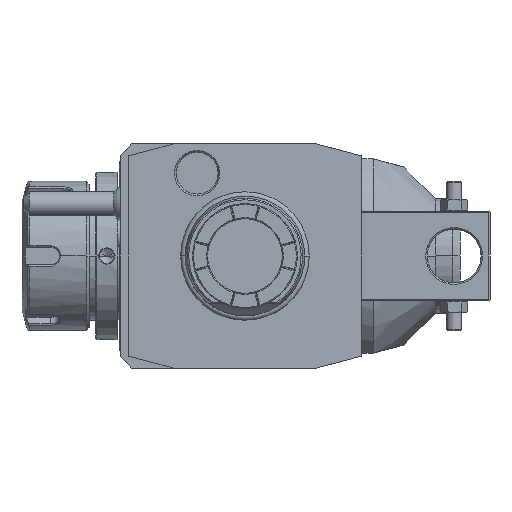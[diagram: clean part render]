
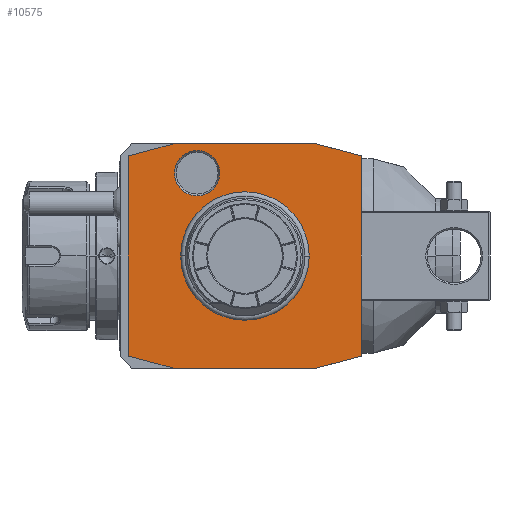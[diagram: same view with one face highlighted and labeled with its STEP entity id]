
A CAD part, front view. The second image highlights one B-rep face of the part: STEP entity #10575.
In plain terms, the highlighted planar face has unit normal (0, -1, 0).
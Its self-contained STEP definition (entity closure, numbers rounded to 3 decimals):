
#1=DIRECTION('',(-0.966,0.,0.259));
#2=VECTOR('',#1,15.529);
#3=CARTESIAN_POINT('',(39.,0.,33.481));
#4=LINE('',#3,#2);
#5=DIRECTION('',(0.,0.,1.));
#6=VECTOR('',#5,66.962);
#7=CARTESIAN_POINT('',(39.,0.,-33.481));
#8=LINE('',#7,#6);
#9=DIRECTION('',(0.966,0.,0.259));
#10=VECTOR('',#9,15.529);
#11=CARTESIAN_POINT('',(24.,0.,-37.5));
#12=LINE('',#11,#10);
#13=DIRECTION('',(1.,0.,0.));
#14=VECTOR('',#13,48.);
#15=CARTESIAN_POINT('',(-24.,0.,-37.5));
#16=LINE('',#15,#14);
#17=DIRECTION('',(0.966,0.,-0.259));
#18=VECTOR('',#17,15.529);
#19=CARTESIAN_POINT('',(-39.,0.,-33.481));
#20=LINE('',#19,#18);
#21=DIRECTION('',(0.,0.,-1.));
#22=VECTOR('',#21,66.962);
#23=CARTESIAN_POINT('',(-39.,0.,33.481));
#24=LINE('',#23,#22);
#25=DIRECTION('',(-0.966,0.,-0.259));
#26=VECTOR('',#25,15.529);
#27=CARTESIAN_POINT('',(-24.,0.,37.5));
#28=LINE('',#27,#26);
#29=DIRECTION('',(-1.,0.,0.));
#30=VECTOR('',#29,48.);
#31=CARTESIAN_POINT('',(24.,0.,37.5));
#32=LINE('',#31,#30);
#33=CARTESIAN_POINT('',(-16.,0.,27.713));
#34=DIRECTION('',(0.,1.,0.));
#35=DIRECTION('',(1.,0.,0.));
#36=AXIS2_PLACEMENT_3D('',#33,#34,#35);
#38=CARTESIAN_POINT('',(-16.,0.,27.713));
#39=DIRECTION('',(0.,1.,0.));
#40=DIRECTION('',(-1.,0.,0.));
#41=AXIS2_PLACEMENT_3D('',#38,#39,#40);
#7230=CARTESIAN_POINT('',(0.,0.,0.));
#7231=DIRECTION('',(0.,1.,0.));
#7232=DIRECTION('',(-1.,0.,0.));
#7233=AXIS2_PLACEMENT_3D('',#7230,#7231,#7232);
#7235=CARTESIAN_POINT('',(0.,0.,0.));
#7236=DIRECTION('',(0.,1.,0.));
#7237=DIRECTION('',(1.,0.,0.));
#7238=AXIS2_PLACEMENT_3D('',#7235,#7236,#7237);
#9485=CARTESIAN_POINT('',(-8.423,0.,27.713));
#9486=CARTESIAN_POINT('',(-23.577,0.,27.713));
#9487=VERTEX_POINT('',#9485);
#9488=VERTEX_POINT('',#9486);
#10353=CARTESIAN_POINT('',(39.,0.,33.481));
#10354=CARTESIAN_POINT('',(24.,0.,37.5));
#10355=VERTEX_POINT('',#10353);
#10356=VERTEX_POINT('',#10354);
#10357=CARTESIAN_POINT('',(-24.,0.,37.5));
#10358=VERTEX_POINT('',#10357);
#10359=CARTESIAN_POINT('',(-39.,0.,33.481));
#10360=VERTEX_POINT('',#10359);
#10361=CARTESIAN_POINT('',(-39.,0.,-33.481));
#10362=VERTEX_POINT('',#10361);
#10363=CARTESIAN_POINT('',(-24.,0.,-37.5));
#10364=VERTEX_POINT('',#10363);
#10365=CARTESIAN_POINT('',(24.,0.,-37.5));
#10366=VERTEX_POINT('',#10365);
#10367=CARTESIAN_POINT('',(39.,0.,-33.481));
#10368=VERTEX_POINT('',#10367);
#10408=CARTESIAN_POINT('',(-21.137,0.,0.));
#10409=CARTESIAN_POINT('',(21.137,0.,0.));
#10410=VERTEX_POINT('',#10408);
#10411=VERTEX_POINT('',#10409);
#10540=CARTESIAN_POINT('',(0.,0.,0.));
#10541=DIRECTION('',(0.,-1.,0.));
#10542=DIRECTION('',(-1.,0.,0.));
#10543=AXIS2_PLACEMENT_3D('',#10540,#10541,#10542);
#10544=PLANE('',#10543);
#10546=ORIENTED_EDGE('',*,*,#10545,.F.);
#10548=ORIENTED_EDGE('',*,*,#10547,.F.);
#10550=ORIENTED_EDGE('',*,*,#10549,.F.);
#10552=ORIENTED_EDGE('',*,*,#10551,.F.);
#10554=ORIENTED_EDGE('',*,*,#10553,.F.);
#10556=ORIENTED_EDGE('',*,*,#10555,.F.);
#10558=ORIENTED_EDGE('',*,*,#10557,.F.);
#10560=ORIENTED_EDGE('',*,*,#10559,.F.);
#10561=EDGE_LOOP('',(#10546,#10548,#10550,#10552,#10554,#10556,#10558,#10560));
#10562=FACE_OUTER_BOUND('',#10561,.F.);
#10564=ORIENTED_EDGE('',*,*,#10563,.F.);
#10566=ORIENTED_EDGE('',*,*,#10565,.F.);
#10567=EDGE_LOOP('',(#10564,#10566));
#10568=FACE_BOUND('',#10567,.F.);
#10570=ORIENTED_EDGE('',*,*,#10569,.F.);
#10572=ORIENTED_EDGE('',*,*,#10571,.F.);
#10573=EDGE_LOOP('',(#10570,#10572));
#10574=FACE_BOUND('',#10573,.F.);
#37=CIRCLE('',#36,7.577);
#42=CIRCLE('',#41,7.577);
#7234=CIRCLE('',#7233,21.137);
#7239=CIRCLE('',#7238,21.137);
#10545=EDGE_CURVE('',#10355,#10356,#4,.T.);
#10547=EDGE_CURVE('',#10368,#10355,#8,.T.);
#10549=EDGE_CURVE('',#10366,#10368,#12,.T.);
#10551=EDGE_CURVE('',#10364,#10366,#16,.T.);
#10553=EDGE_CURVE('',#10362,#10364,#20,.T.);
#10555=EDGE_CURVE('',#10360,#10362,#24,.T.);
#10557=EDGE_CURVE('',#10358,#10360,#28,.T.);
#10559=EDGE_CURVE('',#10356,#10358,#32,.T.);
#10563=EDGE_CURVE('',#10410,#10411,#7234,.T.);
#10565=EDGE_CURVE('',#10411,#10410,#7239,.T.);
#10569=EDGE_CURVE('',#9487,#9488,#37,.T.);
#10571=EDGE_CURVE('',#9488,#9487,#42,.T.);
#10575=ADVANCED_FACE('',(#10562,#10568,#10574),#10544,.T.);
